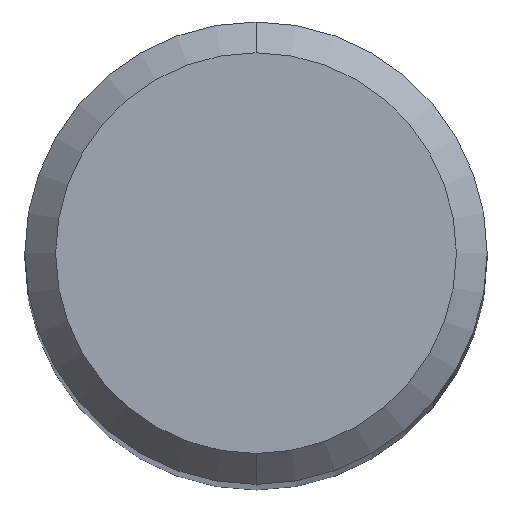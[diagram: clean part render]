
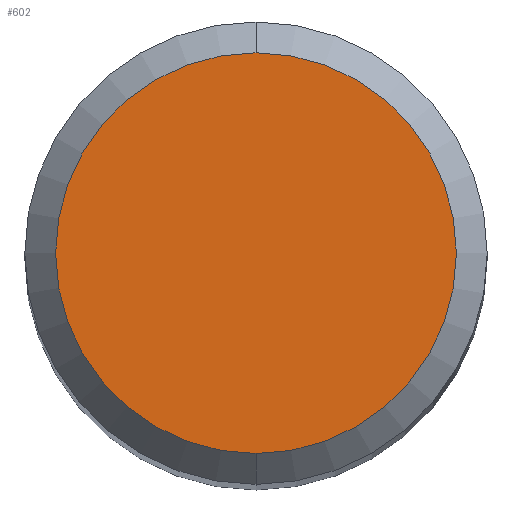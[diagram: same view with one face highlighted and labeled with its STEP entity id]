
A CAD part, top view. The second image highlights one B-rep face of the part: STEP entity #602.
In plain terms, the highlighted planar face has unit normal (0, 0, 1).
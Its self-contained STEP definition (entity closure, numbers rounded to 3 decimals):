
#396=EDGE_CURVE('',#434,#512,#1013,.T.);
#434=VERTEX_POINT('',#1054);
#512=VERTEX_POINT('',#1137);
#602=ADVANCED_FACE('',(#1237),#1238,.T.);
#626=EDGE_CURVE('',#512,#434,#1267,.T.);
#1013=CIRCLE('',#2008,2.6);
#1054=CARTESIAN_POINT('',(0.,-2.6,0.0));
#1137=CARTESIAN_POINT('',(0.0,2.6,0.0));
#1237=FACE_OUTER_BOUND('',#5146,.T.);
#1238=PLANE('',#5147);
#1267=CIRCLE('',#5178,2.6);
#2008=AXIS2_PLACEMENT_3D('',#9560,#9561,#9562);
#5146=EDGE_LOOP('',(#9807,#9808));
#5147=AXIS2_PLACEMENT_3D('',#9809,#9810,#9811);
#5178=AXIS2_PLACEMENT_3D('',#9868,#9869,#9870);
#9560=CARTESIAN_POINT('',(0.0,0.0,0.0));
#9561=DIRECTION('',(0.0,0.0,-1.0));
#9562=DIRECTION('',(0.0,1.0,0.0));
#9807=ORIENTED_EDGE('',*,*,#626,.F.);
#9808=ORIENTED_EDGE('',*,*,#396,.F.);
#9809=CARTESIAN_POINT('',(0.0,1.3,0.0));
#9810=DIRECTION('',(-0.0,0.0,1.0));
#9811=DIRECTION('',(0.0,-1.0,0.0));
#9868=CARTESIAN_POINT('',(0.0,0.0,0.0));
#9869=DIRECTION('',(0.0,0.0,-1.0));
#9870=DIRECTION('',(0.0,1.0,0.0));
